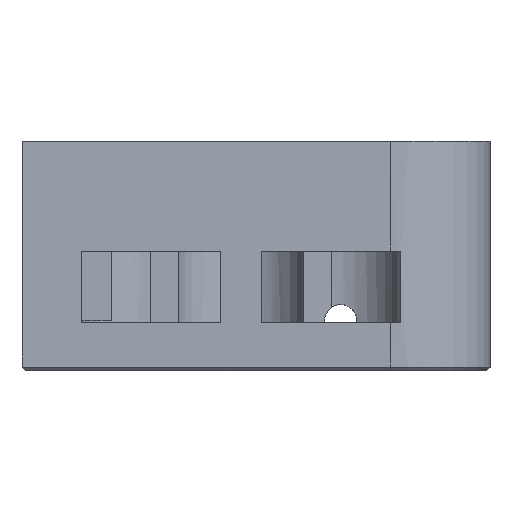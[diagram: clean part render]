
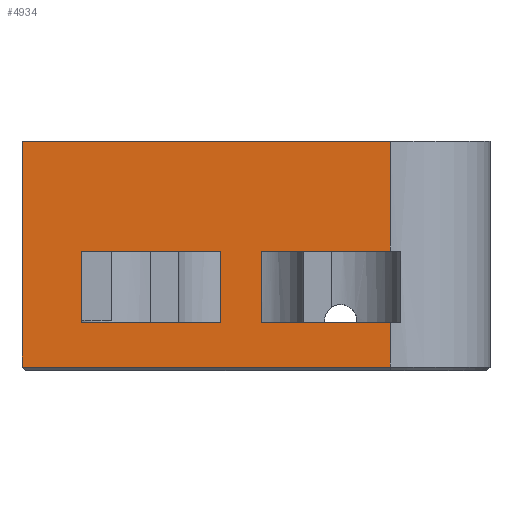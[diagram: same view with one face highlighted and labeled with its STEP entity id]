
A CAD part, left-side view. The second image highlights one B-rep face of the part: STEP entity #4934.
In plain terms, the highlighted planar face has unit normal (-1, 0, 0).
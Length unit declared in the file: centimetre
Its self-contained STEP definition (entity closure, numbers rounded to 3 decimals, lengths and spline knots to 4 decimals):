
#339=VERTEX_POINT('',#7122);
#340=VERTEX_POINT('',#7126);
#356=VERTEX_POINT('',#7174);
#359=VERTEX_POINT('',#7182);
#360=VERTEX_POINT('',#7183);
#361=VERTEX_POINT('',#7185);
#362=VERTEX_POINT('',#7187);
#363=VERTEX_POINT('',#7190);
#364=VERTEX_POINT('',#7192);
#365=VERTEX_POINT('',#7194);
#366=VERTEX_POINT('',#7196);
#367=VERTEX_POINT('',#7198);
#866=VECTOR('',#5825,1.);
#884=VECTOR('',#5857,1.);
#886=VECTOR('',#5864,1.);
#887=VECTOR('',#5865,1.);
#888=VECTOR('',#5866,1.);
#889=VECTOR('',#5867,1.);
#890=VECTOR('',#5868,1.);
#891=VECTOR('',#5869,1.);
#892=VECTOR('',#5870,1.);
#893=VECTOR('',#5871,1.);
#894=VECTOR('',#5872,1.);
#895=VECTOR('',#5873,1.);
#1467=LINE('',#7131,#866);
#1485=LINE('',#7173,#884);
#1487=LINE('',#7181,#886);
#1488=LINE('',#7184,#887);
#1489=LINE('',#7186,#888);
#1490=LINE('',#7188,#889);
#1491=LINE('',#7189,#890);
#1492=LINE('',#7191,#891);
#1493=LINE('',#7193,#892);
#1494=LINE('',#7195,#893);
#1495=LINE('',#7197,#894);
#1496=LINE('',#7199,#895);
#2120=EDGE_CURVE('',#340,#339,#1467,.T.);
#2141=EDGE_CURVE('',#339,#356,#1485,.T.);
#2145=EDGE_CURVE('',#359,#360,#1487,.T.);
#2146=EDGE_CURVE('',#360,#361,#1488,.T.);
#2147=EDGE_CURVE('',#361,#362,#1489,.T.);
#2148=EDGE_CURVE('',#362,#359,#1490,.T.);
#2149=EDGE_CURVE('',#363,#340,#1491,.T.);
#2150=EDGE_CURVE('',#363,#364,#1492,.T.);
#2151=EDGE_CURVE('',#364,#365,#1493,.T.);
#2152=EDGE_CURVE('',#365,#366,#1494,.T.);
#2153=EDGE_CURVE('',#367,#366,#1495,.T.);
#2154=EDGE_CURVE('',#367,#356,#1496,.T.);
#3084=ORIENTED_EDGE('',*,*,#2145,.T.);
#3085=ORIENTED_EDGE('',*,*,#2146,.T.);
#3086=ORIENTED_EDGE('',*,*,#2147,.T.);
#3087=ORIENTED_EDGE('',*,*,#2148,.T.);
#3088=ORIENTED_EDGE('',*,*,#2120,.F.);
#3089=ORIENTED_EDGE('',*,*,#2149,.F.);
#3090=ORIENTED_EDGE('',*,*,#2150,.T.);
#3091=ORIENTED_EDGE('',*,*,#2151,.T.);
#3092=ORIENTED_EDGE('',*,*,#2152,.T.);
#3093=ORIENTED_EDGE('',*,*,#2153,.F.);
#3094=ORIENTED_EDGE('',*,*,#2154,.T.);
#3095=ORIENTED_EDGE('',*,*,#2141,.F.);
#4259=EDGE_LOOP('',(#3084,#3085,#3086,#3087));
#4260=EDGE_LOOP('',(#3088,#3089,#3090,#3091,#3092,#3093,#3094,#3095));
#4608=FACE_BOUND('',#4259,.T.);
#4609=FACE_BOUND('',#4260,.T.);
#4934=ADVANCED_FACE('',(#4608,#4609),#8195,.T.);
#5256=AXIS2_PLACEMENT_3D('',#7180,#5863,$);
#5825=DIRECTION('',(0.,1.,0.));
#5857=DIRECTION('',(0.,0.,1.));
#5863=DIRECTION('',(-1.,0.,0.));
#5864=DIRECTION('',(0.,0.,1.));
#5865=DIRECTION('',(0.,-1.,0.));
#5866=DIRECTION('',(0.,0.,-1.));
#5867=DIRECTION('',(0.,1.,0.));
#5868=DIRECTION('',(0.,0.,-1.));
#5869=DIRECTION('',(0.,1.,0.));
#5870=DIRECTION('',(0.,0.,1.));
#5871=DIRECTION('',(0.,-1.,0.));
#5872=DIRECTION('',(0.,0.,-1.));
#5873=DIRECTION('',(0.,1.,0.));
#7122=CARTESIAN_POINT('',(-1.8,2.2,0.035));
#7126=CARTESIAN_POINT('',(-1.8,-1.5,0.035));
#7131=CARTESIAN_POINT('',(-1.8,-0.1398,0.035));
#7173=CARTESIAN_POINT('',(-1.8,2.2,0.));
#7174=CARTESIAN_POINT('',(-1.8,2.2,2.3));
#7180=CARTESIAN_POINT('',(-1.8,-0.15,0.));
#7181=CARTESIAN_POINT('',(-1.8,1.6051,0.6));
#7182=CARTESIAN_POINT('',(-1.8,1.6051,0.48));
#7183=CARTESIAN_POINT('',(-1.8,1.6051,1.2));
#7184=CARTESIAN_POINT('',(-1.8,0.3551,1.2));
#7185=CARTESIAN_POINT('',(-1.8,0.2051,1.2));
#7186=CARTESIAN_POINT('',(-1.8,0.2051,0.6));
#7187=CARTESIAN_POINT('',(-1.8,0.2051,0.48));
#7188=CARTESIAN_POINT('',(-1.8,0.3551,0.48));
#7189=CARTESIAN_POINT('',(-1.8,-1.5,0.));
#7190=CARTESIAN_POINT('',(-1.8,-1.5,0.48));
#7191=CARTESIAN_POINT('',(-1.8,-0.5051,0.48));
#7192=CARTESIAN_POINT('',(-1.8,-0.2051,0.48));
#7193=CARTESIAN_POINT('',(-1.8,-0.2051,0.6));
#7194=CARTESIAN_POINT('',(-1.8,-0.2051,1.2));
#7195=CARTESIAN_POINT('',(-1.8,-0.5051,1.2));
#7196=CARTESIAN_POINT('',(-1.8,-1.5,1.2));
#7197=CARTESIAN_POINT('',(-1.8,-1.5,0.));
#7198=CARTESIAN_POINT('',(-1.8,-1.5,2.3));
#7199=CARTESIAN_POINT('',(-1.8,-2.5,2.3));
#8195=PLANE('',#5256);
